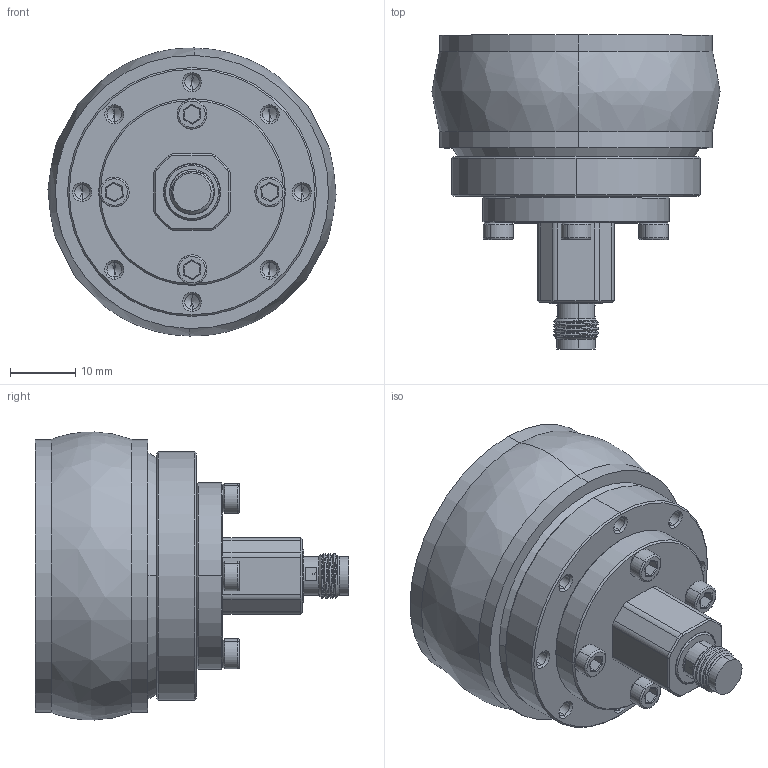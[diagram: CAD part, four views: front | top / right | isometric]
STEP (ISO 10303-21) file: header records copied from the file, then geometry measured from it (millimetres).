
FILE_DESCRIPTION (( 'STEP AP203' ), '1' );
FILE_NAME ('SAO-3335030230-2F-S1.STEP', '2025-06-04T18:38:02', ( '' ), ( '' ), 'SwSTEP 2.0', 'SolidWorks 2021', '' );
FILE_SCHEMA (( 'CONFIG_CONTROL_DESIGN' ));
Length unit declared in the file: inch
Products named in the file (1): SAO-3335030230-2F-S1
Bounding box: 44.13 x 48.07 x 44.11 mm (x, y, z)
Volume: 37676 mm3; surface area: 7637 mm2
Topology: 1 solids, 1 shells, 255 faces, 576 edges, 334 vertices
Faces by surface type: cylinder 89, cone 78, plane 76, torus 8, bspline 4
Entity records: 7727 total; most frequent: CARTESIAN_POINT 2141, DIRECTION 1178, ORIENTED_EDGE 1120, EDGE_CURVE 560, AXIS2_PLACEMENT_3D 441, VERTEX_POINT 334, VECTOR 296, LINE 296
